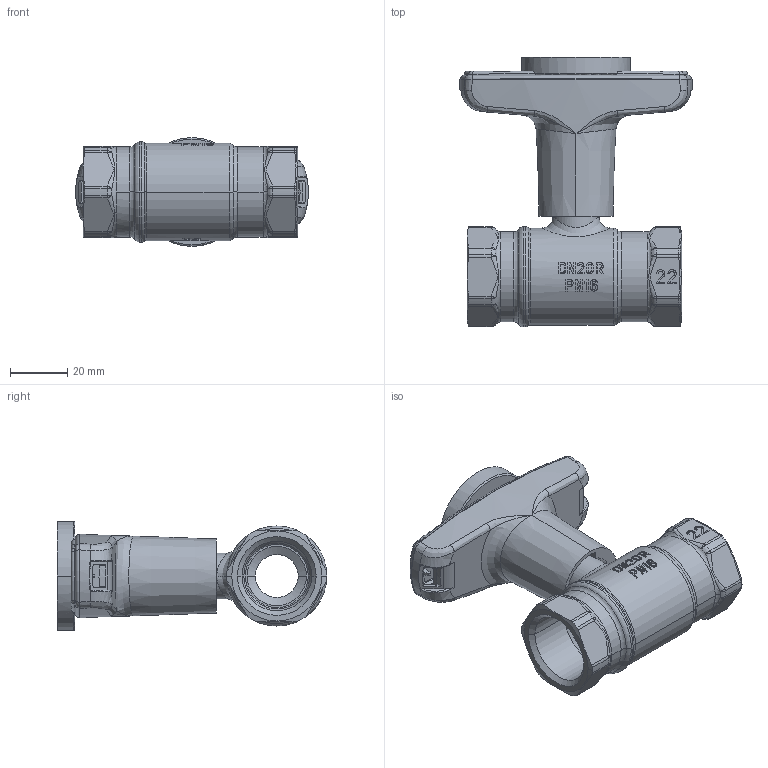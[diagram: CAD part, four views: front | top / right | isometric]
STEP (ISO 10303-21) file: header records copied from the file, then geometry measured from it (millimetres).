
FILE_DESCRIPTION((''),'2;1');
FILE_NAME('0670-03-000-THERMOMET_SW0001','2012-11-19T',('marann'),(''),'PRO/ENGINEER BY PARAMETRIC TECHNOLOGY CORPORATION, 2011490','PRO/ENGINEER BY PARAMETRIC TECHNOLOGY CORPORATION, 2011490','');
FILE_SCHEMA(('CONFIG_CONTROL_DESIGN'));
Length unit declared in the file: millimetre
Products named in the file (1): 0670-03-000-THERMOMET_SW0001
Bounding box: 81.3 x 94.25 x 38 mm (x, y, z)
Volume: 52915 mm3; surface area: 43859.5 mm2
Topology: 2 solids, 5 shells, 2282 faces, 6169 edges, 3984 vertices
Faces by surface type: plane 1660, cylinder 269, bspline 124, torus 97, cone 84, sphere 44, extrusion 4
Entity records: 78483 total; most frequent: CARTESIAN_POINT 21982, ORIENTED_EDGE 12338, DIRECTION 10829, EDGE_CURVE 6169, VECTOR 4597, LINE 4593, VERTEX_POINT 3984, AXIS2_PLACEMENT_3D 3116
